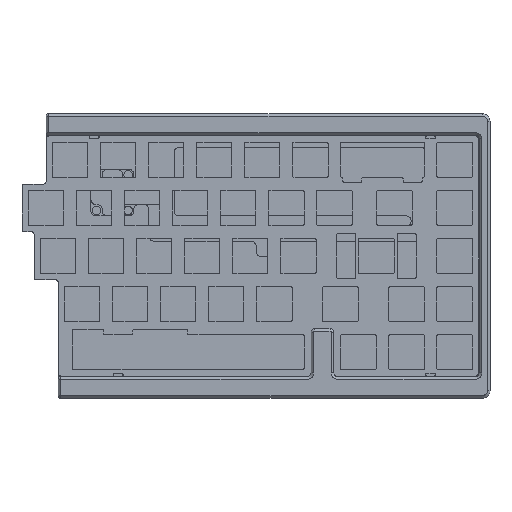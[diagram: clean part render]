
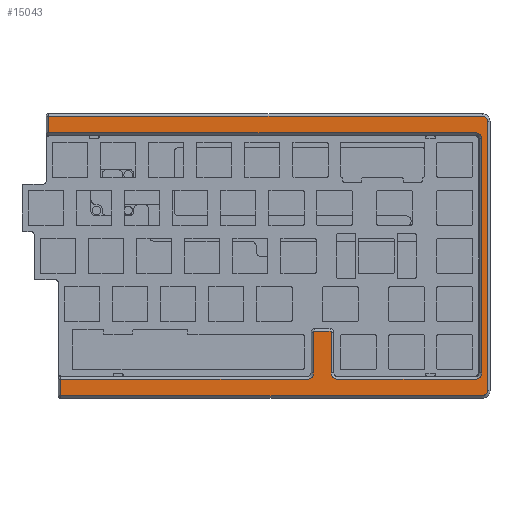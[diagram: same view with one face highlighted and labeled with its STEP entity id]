
A CAD part, top view. The second image highlights one B-rep face of the part: STEP entity #15043.
In plain terms, the highlighted planar face has unit normal (0, 0, 1).
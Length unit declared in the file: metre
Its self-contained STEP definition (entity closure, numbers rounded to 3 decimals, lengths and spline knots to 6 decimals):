
#1009=CIRCLE('',#16449,0.0025);
#1010=CIRCLE('',#16450,0.002);
#1011=CIRCLE('',#16451,0.002);
#1012=CIRCLE('',#16452,0.0025);
#1013=CIRCLE('',#16453,0.0025);
#1014=CIRCLE('',#16454,0.0025);
#1015=CIRCLE('',#16455,0.0005);
#1016=CIRCLE('',#16456,0.0005);
#5103=ORIENTED_EDGE('',*,*,#7468,.T.);
#5104=ORIENTED_EDGE('',*,*,#7469,.T.);
#5105=ORIENTED_EDGE('',*,*,#7470,.T.);
#5106=ORIENTED_EDGE('',*,*,#7471,.T.);
#5107=ORIENTED_EDGE('',*,*,#7472,.T.);
#5108=ORIENTED_EDGE('',*,*,#7473,.T.);
#5109=ORIENTED_EDGE('',*,*,#7474,.T.);
#5110=ORIENTED_EDGE('',*,*,#7475,.T.);
#5111=ORIENTED_EDGE('',*,*,#7476,.T.);
#5112=ORIENTED_EDGE('',*,*,#7477,.T.);
#5113=ORIENTED_EDGE('',*,*,#7478,.T.);
#5114=ORIENTED_EDGE('',*,*,#7479,.T.);
#5115=ORIENTED_EDGE('',*,*,#7480,.T.);
#5116=ORIENTED_EDGE('',*,*,#7481,.T.);
#5117=ORIENTED_EDGE('',*,*,#7482,.T.);
#5118=ORIENTED_EDGE('',*,*,#7483,.T.);
#5119=ORIENTED_EDGE('',*,*,#7484,.T.);
#5120=ORIENTED_EDGE('',*,*,#7485,.T.);
#5121=ORIENTED_EDGE('',*,*,#7486,.T.);
#5122=ORIENTED_EDGE('',*,*,#7487,.T.);
#7468=EDGE_CURVE('',#8976,#8977,#1009,.F.);
#7469=EDGE_CURVE('',#8977,#8978,#10460,.T.);
#7470=EDGE_CURVE('',#8978,#8979,#10461,.T.);
#7471=EDGE_CURVE('',#8979,#8980,#10462,.T.);
#7472=EDGE_CURVE('',#8980,#8981,#1010,.T.);
#7473=EDGE_CURVE('',#8981,#8982,#10463,.T.);
#7474=EDGE_CURVE('',#8982,#8983,#1011,.T.);
#7475=EDGE_CURVE('',#8983,#8984,#10464,.T.);
#7476=EDGE_CURVE('',#8984,#8985,#10465,.T.);
#7477=EDGE_CURVE('',#8985,#8986,#10466,.T.);
#7478=EDGE_CURVE('',#8986,#8987,#1012,.F.);
#7479=EDGE_CURVE('',#8987,#8988,#10467,.T.);
#7480=EDGE_CURVE('',#8988,#8989,#1013,.F.);
#7481=EDGE_CURVE('',#8989,#8990,#10468,.T.);
#7482=EDGE_CURVE('',#8990,#8991,#1014,.F.);
#7483=EDGE_CURVE('',#8991,#8992,#10469,.T.);
#7484=EDGE_CURVE('',#8992,#8993,#1015,.T.);
#7485=EDGE_CURVE('',#8993,#8994,#10470,.T.);
#7486=EDGE_CURVE('',#8994,#8995,#1016,.T.);
#7487=EDGE_CURVE('',#8995,#8976,#10471,.T.);
#8976=VERTEX_POINT('',#25268);
#8977=VERTEX_POINT('',#25269);
#8978=VERTEX_POINT('',#25271);
#8979=VERTEX_POINT('',#25273);
#8980=VERTEX_POINT('',#25275);
#8981=VERTEX_POINT('',#25277);
#8982=VERTEX_POINT('',#25279);
#8983=VERTEX_POINT('',#25281);
#8984=VERTEX_POINT('',#25283);
#8985=VERTEX_POINT('',#25285);
#8986=VERTEX_POINT('',#25287);
#8987=VERTEX_POINT('',#25289);
#8988=VERTEX_POINT('',#25291);
#8989=VERTEX_POINT('',#25293);
#8990=VERTEX_POINT('',#25295);
#8991=VERTEX_POINT('',#25297);
#8992=VERTEX_POINT('',#25299);
#8993=VERTEX_POINT('',#25301);
#8994=VERTEX_POINT('',#25303);
#8995=VERTEX_POINT('',#25305);
#10460=LINE('',#25270,#11952);
#10461=LINE('',#25272,#11953);
#10462=LINE('',#25274,#11954);
#10463=LINE('',#25278,#11955);
#10464=LINE('',#25282,#11956);
#10465=LINE('',#25284,#11957);
#10466=LINE('',#25286,#11958);
#10467=LINE('',#25290,#11959);
#10468=LINE('',#25294,#11960);
#10469=LINE('',#25298,#11961);
#10470=LINE('',#25302,#11962);
#10471=LINE('',#25306,#11963);
#11952=VECTOR('',#20589,1.);
#11953=VECTOR('',#20590,1.);
#11954=VECTOR('',#20591,1.);
#11955=VECTOR('',#20594,1.);
#11956=VECTOR('',#20597,1.);
#11957=VECTOR('',#20598,1.);
#11958=VECTOR('',#20599,1.);
#11959=VECTOR('',#20602,1.);
#11960=VECTOR('',#20605,1.);
#11961=VECTOR('',#20608,1.);
#11962=VECTOR('',#20611,1.);
#11963=VECTOR('',#20614,1.);
#12870=EDGE_LOOP('',(#5103,#5104,#5105,#5106,#5107,#5108,#5109,#5110,#5111,
#5112,#5113,#5114,#5115,#5116,#5117,#5118,#5119,#5120,#5121,#5122));
#13815=FACE_BOUND('',#12870,.T.);
#14305=PLANE('',#16448);
#15043=ADVANCED_FACE('',(#13815),#14305,.T.);
#16448=AXIS2_PLACEMENT_3D('',#25266,#20585,#20586);
#16449=AXIS2_PLACEMENT_3D('',#25267,#20587,#20588);
#16450=AXIS2_PLACEMENT_3D('',#25276,#20592,#20593);
#16451=AXIS2_PLACEMENT_3D('',#25280,#20595,#20596);
#16452=AXIS2_PLACEMENT_3D('',#25288,#20600,#20601);
#16453=AXIS2_PLACEMENT_3D('',#25292,#20603,#20604);
#16454=AXIS2_PLACEMENT_3D('',#25296,#20606,#20607);
#16455=AXIS2_PLACEMENT_3D('',#25300,#20609,#20610);
#16456=AXIS2_PLACEMENT_3D('',#25304,#20612,#20613);
#20585=DIRECTION('',(0.,0.,1.));
#20586=DIRECTION('',(1.,0.,0.));
#20587=DIRECTION('',(0.,0.,1.));
#20588=DIRECTION('',(1.,0.,0.));
#20589=DIRECTION('',(-1.,0.,0.));
#20590=DIRECTION('',(0.,-1.,0.));
#20591=DIRECTION('',(1.,0.,0.));
#20592=DIRECTION('',(0.,0.,1.));
#20593=DIRECTION('',(1.,0.,0.));
#20594=DIRECTION('',(0.,1.,0.));
#20595=DIRECTION('',(0.,0.,1.));
#20596=DIRECTION('',(1.,0.,0.));
#20597=DIRECTION('',(-1.,0.,0.));
#20598=DIRECTION('',(0.,-1.,0.));
#20599=DIRECTION('',(1.,0.,0.));
#20600=DIRECTION('',(0.,0.,1.));
#20601=DIRECTION('',(1.,0.,0.));
#20602=DIRECTION('',(0.,-1.,0.));
#20603=DIRECTION('',(0.,0.,1.));
#20604=DIRECTION('',(1.,0.,0.));
#20605=DIRECTION('',(-1.,0.,0.));
#20606=DIRECTION('',(0.,0.,1.));
#20607=DIRECTION('',(1.,0.,0.));
#20608=DIRECTION('',(0.,1.,0.));
#20609=DIRECTION('',(0.,0.,1.));
#20610=DIRECTION('',(1.,0.,0.));
#20611=DIRECTION('',(-1.,0.,0.));
#20612=DIRECTION('',(0.,0.,1.));
#20613=DIRECTION('',(1.,0.,0.));
#20614=DIRECTION('',(0.,-1.,0.));
#25266=CARTESIAN_POINT('',(0.002256,0.,0.009));
#25267=CARTESIAN_POINT('',(0.022563,-0.046375,0.009));
#25268=CARTESIAN_POINT('',(0.025063,-0.046375,0.009));
#25269=CARTESIAN_POINT('',(0.022563,-0.048875,0.009));
#25270=CARTESIAN_POINT('',(-0.0752,-0.048875,0.009));
#25271=CARTESIAN_POINT('',(-0.0752,-0.048875,0.009));
#25272=CARTESIAN_POINT('',(-0.0752,0.,0.009));
#25273=CARTESIAN_POINT('',(-0.0752,-0.055375,0.009));
#25274=CARTESIAN_POINT('',(0.002256,-0.055375,0.009));
#25275=CARTESIAN_POINT('',(0.092,-0.055375,0.009));
#25276=CARTESIAN_POINT('',(0.092,-0.053375,0.009));
#25277=CARTESIAN_POINT('',(0.094,-0.053375,0.009));
#25278=CARTESIAN_POINT('',(0.094,0.,0.009));
#25279=CARTESIAN_POINT('',(0.094,0.053375,0.009));
#25280=CARTESIAN_POINT('',(0.092,0.053375,0.009));
#25281=CARTESIAN_POINT('',(0.092,0.055375,0.009));
#25282=CARTESIAN_POINT('',(0.002256,0.055375,0.009));
#25283=CARTESIAN_POINT('',(-0.079963,0.055375,0.009));
#25284=CARTESIAN_POINT('',(-0.079963,0.048875,0.009));
#25285=CARTESIAN_POINT('',(-0.079963,0.048875,0.009));
#25286=CARTESIAN_POINT('',(0.089238,0.048875,0.009));
#25287=CARTESIAN_POINT('',(0.089238,0.048875,0.009));
#25288=CARTESIAN_POINT('',(0.089238,0.046375,0.009));
#25289=CARTESIAN_POINT('',(0.091738,0.046375,0.009));
#25290=CARTESIAN_POINT('',(0.091738,-0.046375,0.009));
#25291=CARTESIAN_POINT('',(0.091738,-0.046375,0.009));
#25292=CARTESIAN_POINT('',(0.089238,-0.046375,0.009));
#25293=CARTESIAN_POINT('',(0.089238,-0.048875,0.009));
#25294=CARTESIAN_POINT('',(0.034588,-0.048875,0.009));
#25295=CARTESIAN_POINT('',(0.034588,-0.048875,0.009));
#25296=CARTESIAN_POINT('',(0.034588,-0.046375,0.009));
#25297=CARTESIAN_POINT('',(0.032088,-0.046375,0.009));
#25298=CARTESIAN_POINT('',(0.032088,-0.030325,0.009));
#25299=CARTESIAN_POINT('',(0.032088,-0.030325,0.009));
#25300=CARTESIAN_POINT('',(0.031588,-0.030325,0.009));
#25301=CARTESIAN_POINT('',(0.031588,-0.029825,0.009));
#25302=CARTESIAN_POINT('',(0.002256,-0.029825,0.009));
#25303=CARTESIAN_POINT('',(0.025563,-0.029825,0.009));
#25304=CARTESIAN_POINT('',(0.025563,-0.030325,0.009));
#25305=CARTESIAN_POINT('',(0.025063,-0.030325,0.009));
#25306=CARTESIAN_POINT('',(0.025063,0.,0.009));
